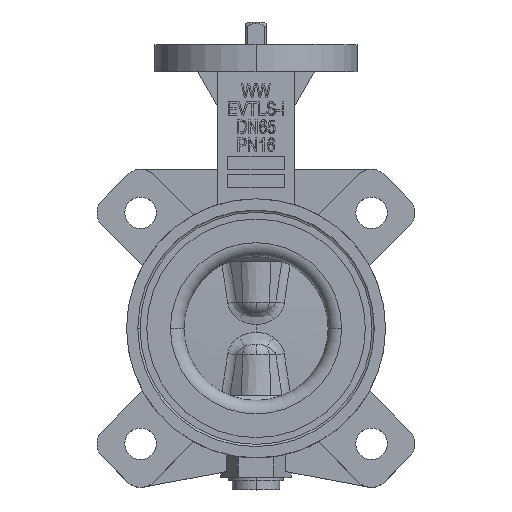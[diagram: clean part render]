
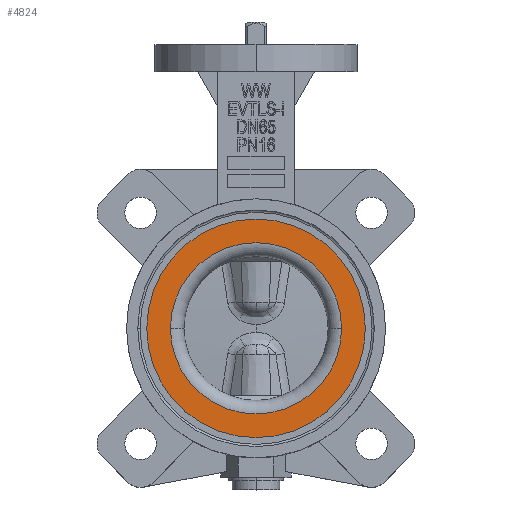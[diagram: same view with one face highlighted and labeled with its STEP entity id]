
A CAD part, top view. The second image highlights one B-rep face of the part: STEP entity #4824.
In plain terms, the highlighted planar face has unit normal (0, 0, 1).
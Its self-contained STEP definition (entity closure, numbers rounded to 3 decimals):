
#156 = CARTESIAN_POINT ( 'NONE',  ( 38., 0., 24. ) ) ;
#1332 = PLANE ( 'NONE',  #11496 ) ;
#1750 = CIRCLE ( 'NONE', #16885, 38. ) ;
#1880 = VERTEX_POINT ( 'NONE', #15046 ) ;
#2091 = EDGE_CURVE ( 'NONE', #17909, #5581, #1750, .T. ) ;
#2167 = DIRECTION ( 'NONE',  ( 0., 0., 1. ) ) ;
#2236 = CARTESIAN_POINT ( 'NONE',  ( -38., 0., 24. ) ) ;
#2435 = DIRECTION ( 'NONE',  ( 1., 0., 0. ) ) ;
#2558 = EDGE_LOOP ( 'NONE', ( #8080, #8386 ) ) ;
#2724 = CARTESIAN_POINT ( 'NONE',  ( 0., 0., 24. ) ) ;
#3014 = FACE_BOUND ( 'NONE', #5864, .T. ) ;
#3761 = CARTESIAN_POINT ( 'NONE',  ( 0., 0., 24. ) ) ;
#3819 = DIRECTION ( 'NONE',  ( 0., 0., 1. ) ) ;
#4125 = AXIS2_PLACEMENT_3D ( 'NONE', #3761, #3819, #9501 ) ;
#4191 = DIRECTION ( 'NONE',  ( -1., 0., 0. ) ) ;
#4443 = DIRECTION ( 'NONE',  ( 1., 0., 0. ) ) ;
#4824 = ADVANCED_FACE ( 'NONE', ( #3014, #18168 ), #1332, .F. ) ;
#5307 = VERTEX_POINT ( 'NONE', #5517 ) ;
#5517 = CARTESIAN_POINT ( 'NONE',  ( 48.5, 0., 24. ) ) ;
#5581 = VERTEX_POINT ( 'NONE', #2236 ) ;
#5864 = EDGE_LOOP ( 'NONE', ( #11388, #11796 ) ) ;
#7764 = DIRECTION ( 'NONE',  ( 1., 0., 0. ) ) ;
#8034 = DIRECTION ( 'NONE',  ( 0., 0., 1. ) ) ;
#8080 = ORIENTED_EDGE ( 'NONE', *, *, #12133, .T. ) ;
#8386 = ORIENTED_EDGE ( 'NONE', *, *, #9078, .T. ) ;
#8441 = DIRECTION ( 'NONE',  ( 0., 0., -1. ) ) ;
#9078 = EDGE_CURVE ( 'NONE', #1880, #5307, #17811, .T. ) ;
#9501 = DIRECTION ( 'NONE',  ( 1., 0., 0. ) ) ;
#10265 = CARTESIAN_POINT ( 'NONE',  ( 0., 0., 24. ) ) ;
#10836 = CARTESIAN_POINT ( 'NONE',  ( 0., 0., 24. ) ) ;
#11307 = CARTESIAN_POINT ( 'NONE',  ( 0., 38., 24. ) ) ;
#11388 = ORIENTED_EDGE ( 'NONE', *, *, #2091, .F. ) ;
#11496 = AXIS2_PLACEMENT_3D ( 'NONE', #11307, #8441, #4191 ) ;
#11796 = ORIENTED_EDGE ( 'NONE', *, *, #17513, .F. ) ;
#12133 = EDGE_CURVE ( 'NONE', #5307, #1880, #14898, .T. ) ;
#13894 = CIRCLE ( 'NONE', #18405, 38. ) ;
#14616 = DIRECTION ( 'NONE',  ( 0., 0., 1. ) ) ;
#14898 = CIRCLE ( 'NONE', #4125, 48.5 ) ;
#15046 = CARTESIAN_POINT ( 'NONE',  ( -48.5, 0., 24. ) ) ;
#16885 = AXIS2_PLACEMENT_3D ( 'NONE', #2724, #14616, #4443 ) ;
#17513 = EDGE_CURVE ( 'NONE', #5581, #17909, #13894, .T. ) ;
#17811 = CIRCLE ( 'NONE', #18145, 48.5 ) ;
#17909 = VERTEX_POINT ( 'NONE', #156 ) ;
#18145 = AXIS2_PLACEMENT_3D ( 'NONE', #10836, #8034, #2435 ) ;
#18168 = FACE_OUTER_BOUND ( 'NONE', #2558, .T. ) ;
#18405 = AXIS2_PLACEMENT_3D ( 'NONE', #10265, #2167, #7764 ) ;
